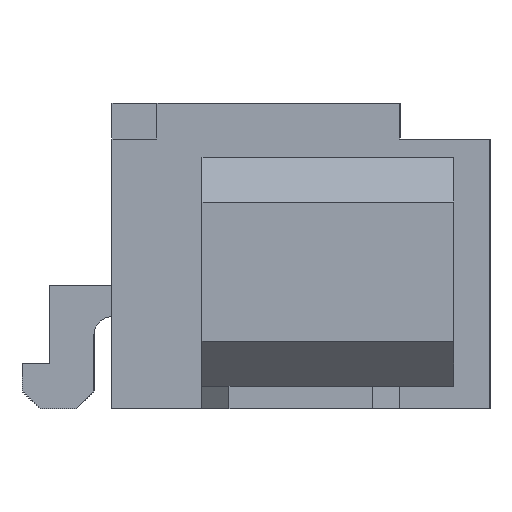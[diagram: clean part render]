
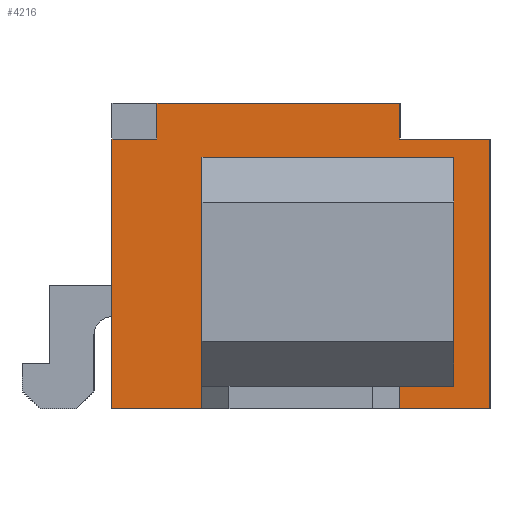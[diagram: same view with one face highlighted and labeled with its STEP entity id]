
A CAD part, left-side view. The second image highlights one B-rep face of the part: STEP entity #4216.
In plain terms, the highlighted planar face has unit normal (-1, 0, 0).
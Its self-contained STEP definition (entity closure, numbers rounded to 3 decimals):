
#787 = VERTEX_POINT('',#788);
#788 = CARTESIAN_POINT('',(-11.5,-2.6,0.));
#794 = EDGE_CURVE('',#787,#795,#797,.T.);
#795 = VERTEX_POINT('',#796);
#796 = CARTESIAN_POINT('',(-11.5,-2.6,3.));
#797 = LINE('',#798,#799);
#798 = CARTESIAN_POINT('',(-11.5,-2.6,0.));
#799 = VECTOR('',#800,1.);
#800 = DIRECTION('',(0.,0.,1.));
#1646 = VERTEX_POINT('',#1647);
#1647 = CARTESIAN_POINT('',(-11.5,1.6,3.));
#1653 = EDGE_CURVE('',#1654,#1646,#1656,.T.);
#1654 = VERTEX_POINT('',#1655);
#1655 = CARTESIAN_POINT('',(-11.5,1.6,0.));
#1656 = LINE('',#1657,#1658);
#1657 = CARTESIAN_POINT('',(-11.5,1.6,0.));
#1658 = VECTOR('',#1659,1.);
#1659 = DIRECTION('',(0.,0.,1.));
#3018 = VERTEX_POINT('',#3019);
#3019 = CARTESIAN_POINT('',(-11.5,1.1,3.4));
#3025 = EDGE_CURVE('',#3018,#3026,#3028,.T.);
#3026 = VERTEX_POINT('',#3027);
#3027 = CARTESIAN_POINT('',(-11.5,-1.6,3.4));
#3028 = LINE('',#3029,#3030);
#3029 = CARTESIAN_POINT('',(-11.5,1.6,3.4));
#3030 = VECTOR('',#3031,1.);
#3031 = DIRECTION('',(0.,-1.,0.));
#4161 = EDGE_CURVE('',#1654,#787,#4162,.T.);
#4162 = LINE('',#4163,#4164);
#4163 = CARTESIAN_POINT('',(-11.5,1.6,0.));
#4164 = VECTOR('',#4165,1.);
#4165 = DIRECTION('',(0.,-1.,0.));
#4196 = EDGE_CURVE('',#795,#4197,#4199,.T.);
#4197 = VERTEX_POINT('',#4198);
#4198 = CARTESIAN_POINT('',(-11.5,-1.6,3.));
#4199 = LINE('',#4200,#4201);
#4200 = CARTESIAN_POINT('',(-11.5,-2.6,3.));
#4201 = VECTOR('',#4202,1.);
#4202 = DIRECTION('',(0.,1.,0.));
#4216 = ADVANCED_FACE('',(#4217,#4244),#4326,.F.);
#4217 = FACE_BOUND('',#4218,.F.);
#4218 = EDGE_LOOP('',(#4219,#4220,#4221,#4229,#4235,#4236,#4242,#4243));
#4219 = ORIENTED_EDGE('',*,*,#4161,.F.);
#4220 = ORIENTED_EDGE('',*,*,#1653,.T.);
#4221 = ORIENTED_EDGE('',*,*,#4222,.T.);
#4222 = EDGE_CURVE('',#1646,#4223,#4225,.T.);
#4223 = VERTEX_POINT('',#4224);
#4224 = CARTESIAN_POINT('',(-11.5,1.1,3.));
#4225 = LINE('',#4226,#4227);
#4226 = CARTESIAN_POINT('',(-11.5,1.6,3.));
#4227 = VECTOR('',#4228,1.);
#4228 = DIRECTION('',(0.,-1.,0.));
#4229 = ORIENTED_EDGE('',*,*,#4230,.F.);
#4230 = EDGE_CURVE('',#3018,#4223,#4231,.T.);
#4231 = LINE('',#4232,#4233);
#4232 = CARTESIAN_POINT('',(-11.5,1.1,3.4));
#4233 = VECTOR('',#4234,1.);
#4234 = DIRECTION('',(-0.,-0.,-1.));
#4235 = ORIENTED_EDGE('',*,*,#3025,.T.);
#4236 = ORIENTED_EDGE('',*,*,#4237,.T.);
#4237 = EDGE_CURVE('',#3026,#4197,#4238,.T.);
#4238 = LINE('',#4239,#4240);
#4239 = CARTESIAN_POINT('',(-11.5,-1.6,3.4));
#4240 = VECTOR('',#4241,1.);
#4241 = DIRECTION('',(0.,0.,-1.));
#4242 = ORIENTED_EDGE('',*,*,#4196,.F.);
#4243 = ORIENTED_EDGE('',*,*,#794,.F.);
#4244 = FACE_BOUND('',#4245,.F.);
#4245 = EDGE_LOOP('',(#4246,#4256,#4264,#4272,#4280,#4288,#4296,#4304,
#4312,#4320));
#4246 = ORIENTED_EDGE('',*,*,#4247,.F.);
#4247 = EDGE_CURVE('',#4248,#4250,#4252,.T.);
#4248 = VERTEX_POINT('',#4249);
#4249 = CARTESIAN_POINT('',(-11.5,0.6,2.8));
#4250 = VERTEX_POINT('',#4251);
#4251 = CARTESIAN_POINT('',(-11.5,-2.2,2.8));
#4252 = LINE('',#4253,#4254);
#4253 = CARTESIAN_POINT('',(-11.5,0.6,2.8));
#4254 = VECTOR('',#4255,1.);
#4255 = DIRECTION('',(0.,-1.,0.));
#4256 = ORIENTED_EDGE('',*,*,#4257,.T.);
#4257 = EDGE_CURVE('',#4248,#4258,#4260,.T.);
#4258 = VERTEX_POINT('',#4259);
#4259 = CARTESIAN_POINT('',(-11.5,0.6,1.6));
#4260 = LINE('',#4261,#4262);
#4261 = CARTESIAN_POINT('',(-11.5,0.6,2.8));
#4262 = VECTOR('',#4263,1.);
#4263 = DIRECTION('',(0.,0.,-1.));
#4264 = ORIENTED_EDGE('',*,*,#4265,.T.);
#4265 = EDGE_CURVE('',#4258,#4266,#4268,.T.);
#4266 = VERTEX_POINT('',#4267);
#4267 = CARTESIAN_POINT('',(-11.5,-1.6,1.6));
#4268 = LINE('',#4269,#4270);
#4269 = CARTESIAN_POINT('',(-11.5,0.6,1.6));
#4270 = VECTOR('',#4271,1.);
#4271 = DIRECTION('',(0.,-1.,0.));
#4272 = ORIENTED_EDGE('',*,*,#4273,.T.);
#4273 = EDGE_CURVE('',#4266,#4274,#4276,.T.);
#4274 = VERTEX_POINT('',#4275);
#4275 = CARTESIAN_POINT('',(-11.5,-1.6,1.25));
#4276 = LINE('',#4277,#4278);
#4277 = CARTESIAN_POINT('',(-11.5,-1.6,1.6));
#4278 = VECTOR('',#4279,1.);
#4279 = DIRECTION('',(0.,0.,-1.));
#4280 = ORIENTED_EDGE('',*,*,#4281,.F.);
#4281 = EDGE_CURVE('',#4282,#4274,#4284,.T.);
#4282 = VERTEX_POINT('',#4283);
#4283 = CARTESIAN_POINT('',(-11.5,0.6,1.25));
#4284 = LINE('',#4285,#4286);
#4285 = CARTESIAN_POINT('',(-11.5,0.6,1.25));
#4286 = VECTOR('',#4287,1.);
#4287 = DIRECTION('',(0.,-1.,0.));
#4288 = ORIENTED_EDGE('',*,*,#4289,.T.);
#4289 = EDGE_CURVE('',#4282,#4290,#4292,.T.);
#4290 = VERTEX_POINT('',#4291);
#4291 = CARTESIAN_POINT('',(-11.5,0.6,0.35));
#4292 = LINE('',#4293,#4294);
#4293 = CARTESIAN_POINT('',(-11.5,0.6,1.25));
#4294 = VECTOR('',#4295,1.);
#4295 = DIRECTION('',(0.,0.,-1.));
#4296 = ORIENTED_EDGE('',*,*,#4297,.T.);
#4297 = EDGE_CURVE('',#4290,#4298,#4300,.T.);
#4298 = VERTEX_POINT('',#4299);
#4299 = CARTESIAN_POINT('',(-11.5,-1.6,0.35));
#4300 = LINE('',#4301,#4302);
#4301 = CARTESIAN_POINT('',(-11.5,0.6,0.35));
#4302 = VECTOR('',#4303,1.);
#4303 = DIRECTION('',(0.,-1.,0.));
#4304 = ORIENTED_EDGE('',*,*,#4305,.T.);
#4305 = EDGE_CURVE('',#4298,#4306,#4308,.T.);
#4306 = VERTEX_POINT('',#4307);
#4307 = CARTESIAN_POINT('',(-11.5,-1.6,0.25));
#4308 = LINE('',#4309,#4310);
#4309 = CARTESIAN_POINT('',(-11.5,-1.6,1.6));
#4310 = VECTOR('',#4311,1.);
#4311 = DIRECTION('',(0.,0.,-1.));
#4312 = ORIENTED_EDGE('',*,*,#4313,.T.);
#4313 = EDGE_CURVE('',#4306,#4314,#4316,.T.);
#4314 = VERTEX_POINT('',#4315);
#4315 = CARTESIAN_POINT('',(-11.5,-2.2,0.25));
#4316 = LINE('',#4317,#4318);
#4317 = CARTESIAN_POINT('',(-11.5,0.6,0.25));
#4318 = VECTOR('',#4319,1.);
#4319 = DIRECTION('',(0.,-1.,0.));
#4320 = ORIENTED_EDGE('',*,*,#4321,.F.);
#4321 = EDGE_CURVE('',#4250,#4314,#4322,.T.);
#4322 = LINE('',#4323,#4324);
#4323 = CARTESIAN_POINT('',(-11.5,-2.2,2.8));
#4324 = VECTOR('',#4325,1.);
#4325 = DIRECTION('',(0.,0.,-1.));
#4326 = PLANE('',#4327);
#4327 = AXIS2_PLACEMENT_3D('',#4328,#4329,#4330);
#4328 = CARTESIAN_POINT('',(-11.5,1.6,0.));
#4329 = DIRECTION('',(1.,0.,0.));
#4330 = DIRECTION('',(0.,-1.,0.));
